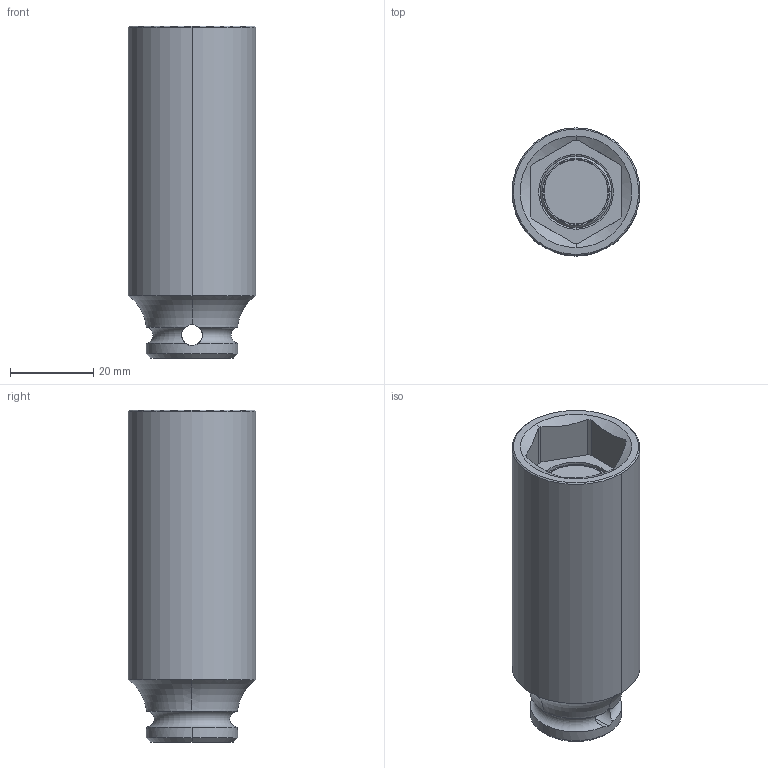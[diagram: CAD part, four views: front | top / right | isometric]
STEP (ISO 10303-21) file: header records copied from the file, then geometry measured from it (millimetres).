
FILE_DESCRIPTION((''),'2;1');
FILE_NAME('4027124022','2023-09-26T08:43:27',('a00565553'),(''),'CREO PARAMETRIC BY PTC INC, 2022414','CREO PARAMETRIC BY PTC INC, 2022414','');
FILE_SCHEMA(('CONFIG_CONTROL_DESIGN','GEOMETRIC_VALIDATION_PROPERTIES_MIM'));
Length unit declared in the file: millimetre
Products named in the file (1): 4027124022
Bounding box: 30.8 x 30.8 x 80 mm (x, y, z)
Volume: 39509.5 mm3; surface area: 16028.9 mm2
Topology: 4 solids, 4 shells, 102 faces, 244 edges, 148 vertices
Faces by surface type: plane 33, cylinder 33, cone 16, torus 14, bspline 6
Entity records: 5740 total; most frequent: CARTESIAN_POINT 3151, DIRECTION 499, ORIENTED_EDGE 488, EDGE_CURVE 244, AXIS2_PLACEMENT_3D 208, VERTEX_POINT 148, CIRCLE 112, EDGE_LOOP 108
